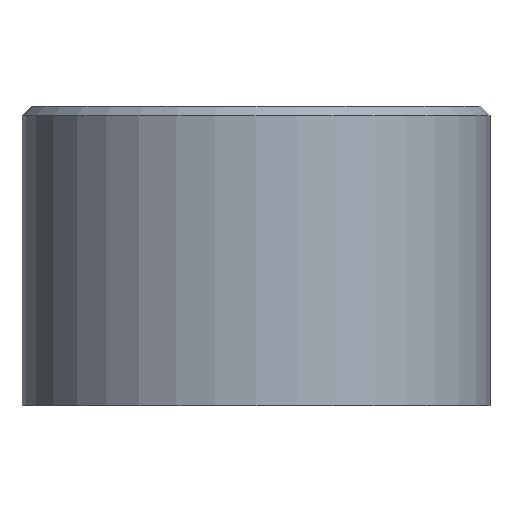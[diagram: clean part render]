
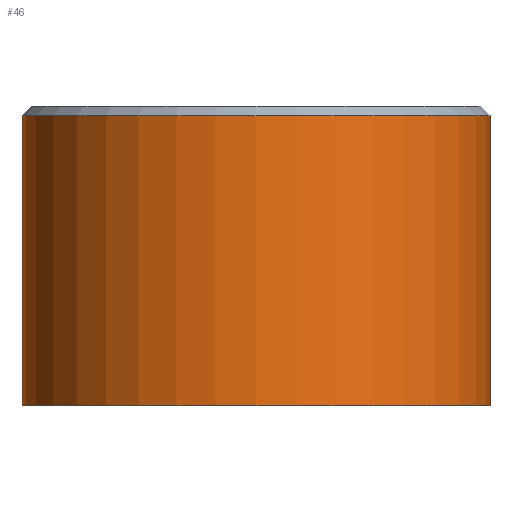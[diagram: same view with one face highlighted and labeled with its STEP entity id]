
A CAD part, front view. The second image highlights one B-rep face of the part: STEP entity #46.
In plain terms, the highlighted cylindrical face has radius 12.5 mm (diameter 25 mm), a partial arc.
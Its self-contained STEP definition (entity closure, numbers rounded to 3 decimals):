
#5 = VERTEX_POINT ( 'NONE', #138 ) ;
#6 = ORIENTED_EDGE ( 'NONE', *, *, #7, .T. ) ;
#7 = EDGE_CURVE ( 'NONE', #28, #29, #129, .T. ) ;
#19 = EDGE_CURVE ( 'NONE', #41, #29, #222, .T. ) ;
#28 = VERTEX_POINT ( 'NONE', #101 ) ;
#29 = VERTEX_POINT ( 'NONE', #100 ) ;
#41 = VERTEX_POINT ( 'NONE', #168 ) ;
#46 = ADVANCED_FACE ( 'NONE', ( #180 ), #176, .T. ) ;
#47 = EDGE_LOOP ( 'NONE', ( #48, #49, #51, #6 ) ) ;
#48 = ORIENTED_EDGE ( 'NONE', *, *, #19, .F. ) ;
#49 = ORIENTED_EDGE ( 'NONE', *, *, #50, .T. ) ;
#50 = EDGE_CURVE ( 'NONE', #41, #5, #177, .T. ) ;
#51 = ORIENTED_EDGE ( 'NONE', *, *, #53, .T. ) ;
#53 = EDGE_CURVE ( 'NONE', #5, #28, #154, .T. ) ;
#100 = CARTESIAN_POINT ( 'NONE',  ( -12.5, 0., -0.5 ) ) ;
#101 = CARTESIAN_POINT ( 'NONE',  ( 12.5, 0., -0.5 ) ) ;
#123 = DIRECTION ( 'NONE',  ( 1., 0., 0. ) ) ;
#129 = CIRCLE ( 'NONE', #137, 12.5 ) ;
#135 = DIRECTION ( 'NONE',  ( 0., 0., -1. ) ) ;
#136 = CARTESIAN_POINT ( 'NONE',  ( 0., 0., -0.5 ) ) ;
#137 = AXIS2_PLACEMENT_3D ( 'NONE', #136, #135, #123 ) ;
#138 = CARTESIAN_POINT ( 'NONE',  ( 12.5, 0., -16. ) ) ;
#152 = VECTOR ( 'NONE', #201, 1000. ) ;
#153 = CARTESIAN_POINT ( 'NONE',  ( 12.5, 0., -16. ) ) ;
#154 = LINE ( 'NONE', #153, #152 ) ;
#155 = DIRECTION ( 'NONE',  ( 1., 0., 0. ) ) ;
#156 = DIRECTION ( 'NONE',  ( 0., 0., 1. ) ) ;
#157 = CARTESIAN_POINT ( 'NONE',  ( 0., 0., -16. ) ) ;
#158 = AXIS2_PLACEMENT_3D ( 'NONE', #157, #156, #155 ) ;
#159 = DIRECTION ( 'NONE',  ( 1., 0., 0. ) ) ;
#168 = CARTESIAN_POINT ( 'NONE',  ( -12.5, 0., -16. ) ) ;
#175 = DIRECTION ( 'NONE',  ( 0., 0., 1. ) ) ;
#176 = CYLINDRICAL_SURFACE ( 'NONE', #179, 12.5 ) ;
#177 = CIRCLE ( 'NONE', #158, 12.5 ) ;
#178 = CARTESIAN_POINT ( 'NONE',  ( 0., 0., -16. ) ) ;
#179 = AXIS2_PLACEMENT_3D ( 'NONE', #178, #175, #159 ) ;
#180 = FACE_OUTER_BOUND ( 'NONE', #47, .T. ) ;
#201 = DIRECTION ( 'NONE',  ( 0., 0., 1. ) ) ;
#219 = DIRECTION ( 'NONE',  ( 0., 0., 1. ) ) ;
#220 = VECTOR ( 'NONE', #219, 1000. ) ;
#221 = CARTESIAN_POINT ( 'NONE',  ( -12.5, 0., -16. ) ) ;
#222 = LINE ( 'NONE', #221, #220 ) ;
